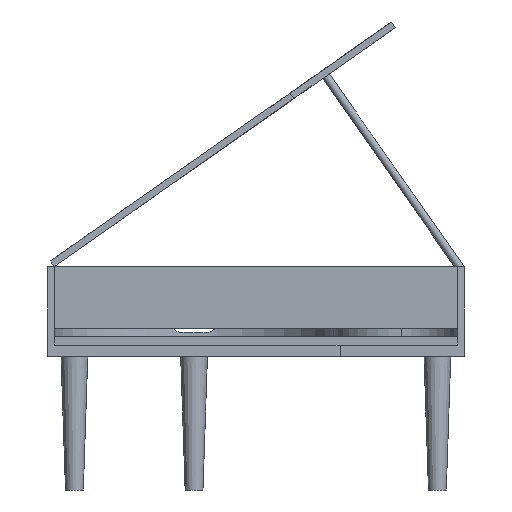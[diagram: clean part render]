
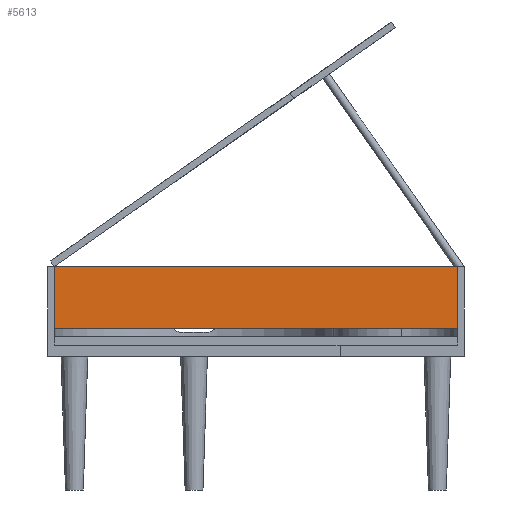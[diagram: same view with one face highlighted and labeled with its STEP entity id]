
A CAD part, front view. The second image highlights one B-rep face of the part: STEP entity #5613.
In plain terms, the highlighted planar face has unit normal (0, -1, 0).
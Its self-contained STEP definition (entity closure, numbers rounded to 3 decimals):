
#5397 = EDGE_CURVE('',#5398,#5400,#5402,.T.);
#5398 = VERTEX_POINT('',#5399);
#5399 = CARTESIAN_POINT('',(-31.85,-58.15,6.2));
#5400 = VERTEX_POINT('',#5401);
#5401 = CARTESIAN_POINT('',(-31.85,-58.15,20.1));
#5402 = SURFACE_CURVE('',#5403,(#5407,#5419),.PCURVE_S1.);
#5403 = LINE('',#5404,#5405);
#5404 = CARTESIAN_POINT('',(-31.85,-58.15,6.2));
#5405 = VECTOR('',#5406,1.);
#5406 = DIRECTION('',(0.,0.,1.));
#5407 = PCURVE('',#5408,#5413);
#5408 = PLANE('',#5409);
#5409 = AXIS2_PLACEMENT_3D('',#5410,#5411,#5412);
#5410 = CARTESIAN_POINT('',(-31.85,-58.15,6.2));
#5411 = DIRECTION('',(1.,0.,0.));
#5412 = DIRECTION('',(0.,0.,1.));
#5413 = DEFINITIONAL_REPRESENTATION('',(#5414),#5418);
#5414 = LINE('',#5415,#5416);
#5415 = CARTESIAN_POINT('',(0.,0.));
#5416 = VECTOR('',#5417,1.);
#5417 = DIRECTION('',(1.,0.));
#5418 = ( GEOMETRIC_REPRESENTATION_CONTEXT(2) 
PARAMETRIC_REPRESENTATION_CONTEXT() REPRESENTATION_CONTEXT('2D SPACE',''
  ) );
#5419 = PCURVE('',#5420,#5425);
#5420 = PLANE('',#5421);
#5421 = AXIS2_PLACEMENT_3D('',#5422,#5423,#5424);
#5422 = CARTESIAN_POINT('',(-31.85,-58.15,6.2));
#5423 = DIRECTION('',(0.,1.,0.));
#5424 = DIRECTION('',(0.,0.,1.));
#5425 = DEFINITIONAL_REPRESENTATION('',(#5426),#5430);
#5426 = LINE('',#5427,#5428);
#5427 = CARTESIAN_POINT('',(0.,0.));
#5428 = VECTOR('',#5429,1.);
#5429 = DIRECTION('',(1.,0.));
#5430 = ( GEOMETRIC_REPRESENTATION_CONTEXT(2) 
PARAMETRIC_REPRESENTATION_CONTEXT() REPRESENTATION_CONTEXT('2D SPACE',''
  ) );
#5448 = PLANE('',#5449);
#5449 = AXIS2_PLACEMENT_3D('',#5450,#5451,#5452);
#5450 = CARTESIAN_POINT('',(-31.85,-58.15,6.2));
#5451 = DIRECTION('',(0.,0.,1.));
#5452 = DIRECTION('',(1.,0.,0.));
#5502 = PLANE('',#5503);
#5503 = AXIS2_PLACEMENT_3D('',#5504,#5505,#5506);
#5504 = CARTESIAN_POINT('',(-31.85,-58.15,20.1));
#5505 = DIRECTION('',(0.,0.,1.));
#5506 = DIRECTION('',(1.,0.,0.));
#5517 = EDGE_CURVE('',#5518,#5520,#5522,.T.);
#5518 = VERTEX_POINT('',#5519);
#5519 = CARTESIAN_POINT('',(59.65,-58.15,6.2));
#5520 = VERTEX_POINT('',#5521);
#5521 = CARTESIAN_POINT('',(59.65,-58.15,20.1));
#5522 = SURFACE_CURVE('',#5523,(#5527,#5539),.PCURVE_S1.);
#5523 = LINE('',#5524,#5525);
#5524 = CARTESIAN_POINT('',(59.65,-58.15,6.2));
#5525 = VECTOR('',#5526,1.);
#5526 = DIRECTION('',(0.,0.,1.));
#5527 = PCURVE('',#5528,#5533);
#5528 = PLANE('',#5529);
#5529 = AXIS2_PLACEMENT_3D('',#5530,#5531,#5532);
#5530 = CARTESIAN_POINT('',(59.65,-58.15,6.2));
#5531 = DIRECTION('',(1.,0.,0.));
#5532 = DIRECTION('',(0.,0.,1.));
#5533 = DEFINITIONAL_REPRESENTATION('',(#5534),#5538);
#5534 = LINE('',#5535,#5536);
#5535 = CARTESIAN_POINT('',(0.,0.));
#5536 = VECTOR('',#5537,1.);
#5537 = DIRECTION('',(1.,0.));
#5538 = ( GEOMETRIC_REPRESENTATION_CONTEXT(2) 
PARAMETRIC_REPRESENTATION_CONTEXT() REPRESENTATION_CONTEXT('2D SPACE',''
  ) );
#5539 = PCURVE('',#5420,#5540);
#5540 = DEFINITIONAL_REPRESENTATION('',(#5541),#5545);
#5541 = LINE('',#5542,#5543);
#5542 = CARTESIAN_POINT('',(0.,91.5));
#5543 = VECTOR('',#5544,1.);
#5544 = DIRECTION('',(1.,0.));
#5545 = ( GEOMETRIC_REPRESENTATION_CONTEXT(2) 
PARAMETRIC_REPRESENTATION_CONTEXT() REPRESENTATION_CONTEXT('2D SPACE',''
  ) );
#5613 = ADVANCED_FACE('',(#5614),#5420,.F.);
#5614 = FACE_BOUND('',#5615,.F.);
#5615 = EDGE_LOOP('',(#5616,#5637,#5638,#5659));
#5616 = ORIENTED_EDGE('',*,*,#5617,.F.);
#5617 = EDGE_CURVE('',#5398,#5518,#5618,.T.);
#5618 = SURFACE_CURVE('',#5619,(#5623,#5630),.PCURVE_S1.);
#5619 = LINE('',#5620,#5621);
#5620 = CARTESIAN_POINT('',(-31.85,-58.15,6.2));
#5621 = VECTOR('',#5622,1.);
#5622 = DIRECTION('',(1.,0.,0.));
#5623 = PCURVE('',#5420,#5624);
#5624 = DEFINITIONAL_REPRESENTATION('',(#5625),#5629);
#5625 = LINE('',#5626,#5627);
#5626 = CARTESIAN_POINT('',(0.,0.));
#5627 = VECTOR('',#5628,1.);
#5628 = DIRECTION('',(0.,1.));
#5629 = ( GEOMETRIC_REPRESENTATION_CONTEXT(2) 
PARAMETRIC_REPRESENTATION_CONTEXT() REPRESENTATION_CONTEXT('2D SPACE',''
  ) );
#5630 = PCURVE('',#5448,#5631);
#5631 = DEFINITIONAL_REPRESENTATION('',(#5632),#5636);
#5632 = LINE('',#5633,#5634);
#5633 = CARTESIAN_POINT('',(0.,0.));
#5634 = VECTOR('',#5635,1.);
#5635 = DIRECTION('',(1.,0.));
#5636 = ( GEOMETRIC_REPRESENTATION_CONTEXT(2) 
PARAMETRIC_REPRESENTATION_CONTEXT() REPRESENTATION_CONTEXT('2D SPACE',''
  ) );
#5637 = ORIENTED_EDGE('',*,*,#5397,.T.);
#5638 = ORIENTED_EDGE('',*,*,#5639,.T.);
#5639 = EDGE_CURVE('',#5400,#5520,#5640,.T.);
#5640 = SURFACE_CURVE('',#5641,(#5645,#5652),.PCURVE_S1.);
#5641 = LINE('',#5642,#5643);
#5642 = CARTESIAN_POINT('',(-31.85,-58.15,20.1));
#5643 = VECTOR('',#5644,1.);
#5644 = DIRECTION('',(1.,0.,0.));
#5645 = PCURVE('',#5420,#5646);
#5646 = DEFINITIONAL_REPRESENTATION('',(#5647),#5651);
#5647 = LINE('',#5648,#5649);
#5648 = CARTESIAN_POINT('',(13.9,0.));
#5649 = VECTOR('',#5650,1.);
#5650 = DIRECTION('',(0.,1.));
#5651 = ( GEOMETRIC_REPRESENTATION_CONTEXT(2) 
PARAMETRIC_REPRESENTATION_CONTEXT() REPRESENTATION_CONTEXT('2D SPACE',''
  ) );
#5652 = PCURVE('',#5502,#5653);
#5653 = DEFINITIONAL_REPRESENTATION('',(#5654),#5658);
#5654 = LINE('',#5655,#5656);
#5655 = CARTESIAN_POINT('',(0.,0.));
#5656 = VECTOR('',#5657,1.);
#5657 = DIRECTION('',(1.,0.));
#5658 = ( GEOMETRIC_REPRESENTATION_CONTEXT(2) 
PARAMETRIC_REPRESENTATION_CONTEXT() REPRESENTATION_CONTEXT('2D SPACE',''
  ) );
#5659 = ORIENTED_EDGE('',*,*,#5517,.F.);
